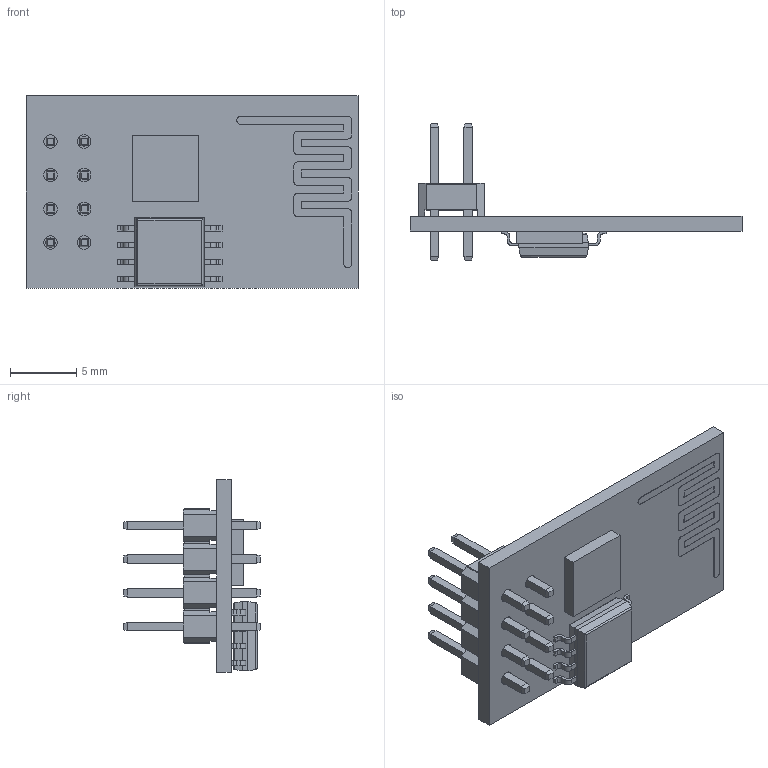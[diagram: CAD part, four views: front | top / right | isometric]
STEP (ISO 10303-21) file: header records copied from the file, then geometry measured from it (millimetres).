
FILE_DESCRIPTION( ( '' ), ' ' );
FILE_NAME( '5e4e0dbe0c62cb157c68e699.step', '2020-02-20T04:40:31', ( '' ), ( '' ), ' ', ' ', ' ' );
FILE_SCHEMA( ( 'AUTOMOTIVE_DESIGN { 1 0 10303 214 1 1 1 1 }' ) );
Length unit declared in the file: metre
Products named in the file (11): Assem1; HEADER_PIN; ANTENNA; FLASH_PINS_B; FLASH_PINS_A; FLASH_PINS_D; PCB; FLASH_IC; HEADER_FRAME; ESP8266EX; FLASH_PINS_C
Assembly tree (17 placements, depth 2):
  Assem1
    HEADER_PIN  x8
    ANTENNA
    FLASH_PINS_B
    FLASH_PINS_A
    FLASH_PINS_D
    PCB
    FLASH_IC
    HEADER_FRAME
    ESP8266EX
    FLASH_PINS_C
Bounding box: 25 x 10.3 x 14.5 mm (x, y, z)
Volume: 593.1 mm3; surface area: 1510.6 mm2
Topology: 17 solids, 17 shells, 400 faces, 1003 edges, 637 vertices
Faces by surface type: plane 329, cylinder 71
Full cylindrical faces by diameter (mm): 1.02 x8
Entity records: 11888 total; most frequent: CARTESIAN_POINT 1712, ORIENTED_EDGE 1598, DIRECTION 1550, EDGE_CURVE 799, LINE 656, VECTOR 656, VERTEX_POINT 525, AXIS2_PLACEMENT_3D 447
